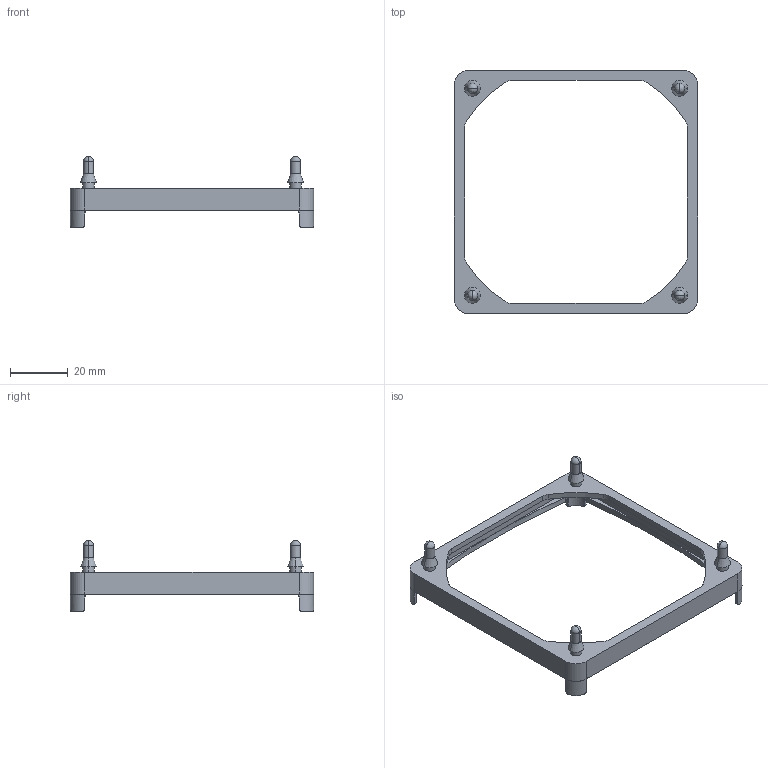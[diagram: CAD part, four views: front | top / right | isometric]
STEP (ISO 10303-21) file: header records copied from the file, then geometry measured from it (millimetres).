
FILE_DESCRIPTION((''),'2;1');
FILE_NAME('SLM-80-30-20-F.stp','2010-02-07T21:06:51',(''),(''),'Mechanical Desktop.R8.0.24.0','Mechanical Desktop.R8.0.24.0',', , ');
FILE_SCHEMA(('CONFIG_CONTROL_DESIGN'));
Length unit declared in the file: millimetre
Products named in the file (2): SLM-80-30-20-F OVA; SLM-80-30-20-F OV
Assembly tree (1 placements, depth 2):
  SLM-80-30-20-F OVA
    SLM-80-30-20-F OV
Bounding box: 84 x 84 x 24.5 mm (x, y, z)
Volume: 7716.5 mm3; surface area: 9181.7 mm2
Topology: 1 solids, 1 shells, 2039 faces, 5775 edges, 3817 vertices
Faces by surface type: bspline 1545, plane 347, cylinder 111, sphere 24, cone 8, torus 4
Entity records: 74767 total; most frequent: CARTESIAN_POINT 32506, ORIENTED_EDGE 11486, EDGE_CURVE 5743, DIRECTION 3884, VERTEX_POINT 3809, B_SPLINE_CURVE_WITH_KNOTS 3106, VECTOR 2382, LINE 2382
